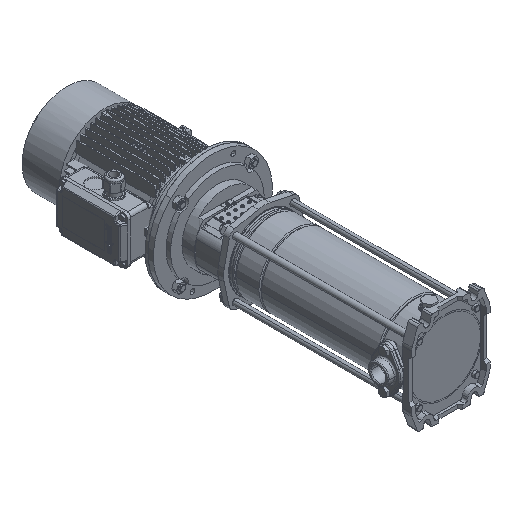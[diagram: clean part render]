
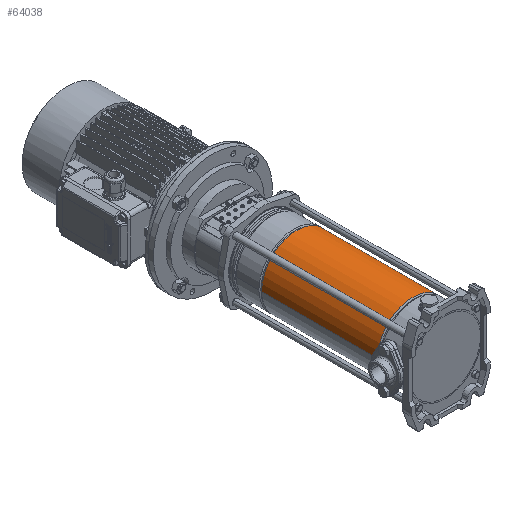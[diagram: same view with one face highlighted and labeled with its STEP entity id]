
A CAD part, isometric view. The second image highlights one B-rep face of the part: STEP entity #64038.
In plain terms, the highlighted cylindrical face has radius 74.4 mm (diameter 148.8 mm), a partial arc.
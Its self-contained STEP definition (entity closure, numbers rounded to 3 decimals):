
#2765 = LINE ( 'NONE', #14154, #62886 ) ;
#4389 = DIRECTION ( 'NONE',  ( -1., 0., 0. ) ) ;
#4851 = DIRECTION ( 'NONE',  ( 0., 0., -1. ) ) ;
#6571 = CIRCLE ( 'NONE', #25376, 74.4 ) ;
#8262 = DIRECTION ( 'NONE',  ( 0., 0., -1. ) ) ;
#12344 = CARTESIAN_POINT ( 'NONE',  ( 0., 0., 311.164 ) ) ;
#12495 = AXIS2_PLACEMENT_3D ( 'NONE', #41337, #4851, #16996 ) ;
#14041 = EDGE_CURVE ( 'NONE', #70817, #55384, #6571, .T. ) ;
#14154 = CARTESIAN_POINT ( 'NONE',  ( 74.4, 0., 0. ) ) ;
#15381 = DIRECTION ( 'NONE',  ( 0., 0., -1. ) ) ;
#16996 = DIRECTION ( 'NONE',  ( -1., 0., 0. ) ) ;
#17387 = CYLINDRICAL_SURFACE ( 'NONE', #12495, 74.4 ) ;
#21258 = CARTESIAN_POINT ( 'NONE',  ( 0., 0., 67.336 ) ) ;
#23154 = CIRCLE ( 'NONE', #29389, 74.4 ) ;
#23910 = CARTESIAN_POINT ( 'NONE',  ( -74.4, 0., 311.164 ) ) ;
#24989 = CARTESIAN_POINT ( 'NONE',  ( -74.4, 0., 0. ) ) ;
#25376 = AXIS2_PLACEMENT_3D ( 'NONE', #12344, #54322, #35510 ) ;
#25535 = ORIENTED_EDGE ( 'NONE', *, *, #72365, .F. ) ;
#29389 = AXIS2_PLACEMENT_3D ( 'NONE', #21258, #15381, #4389 ) ;
#30947 = EDGE_LOOP ( 'NONE', ( #52414, #71352, #35048, #25535 ) ) ;
#30978 = EDGE_CURVE ( 'NONE', #55384, #50168, #72485, .T. ) ;
#33528 = CARTESIAN_POINT ( 'NONE',  ( 74.4, 0., 311.164 ) ) ;
#34144 = CARTESIAN_POINT ( 'NONE',  ( 74.4, 0., 67.336 ) ) ;
#35048 = ORIENTED_EDGE ( 'NONE', *, *, #30978, .T. ) ;
#35510 = DIRECTION ( 'NONE',  ( -1., 0., 0. ) ) ;
#38923 = EDGE_CURVE ( 'NONE', #70817, #54166, #2765, .T. ) ;
#41337 = CARTESIAN_POINT ( 'NONE',  ( 0., 0., 0. ) ) ;
#44619 = CARTESIAN_POINT ( 'NONE',  ( -74.4, 0., 67.336 ) ) ;
#50168 = VERTEX_POINT ( 'NONE', #44619 ) ;
#52414 = ORIENTED_EDGE ( 'NONE', *, *, #38923, .F. ) ;
#54166 = VERTEX_POINT ( 'NONE', #34144 ) ;
#54322 = DIRECTION ( 'NONE',  ( 0., 0., -1. ) ) ;
#55384 = VERTEX_POINT ( 'NONE', #23910 ) ;
#60032 = VECTOR ( 'NONE', #67357, 1000. ) ;
#60137 = FACE_OUTER_BOUND ( 'NONE', #30947, .T. ) ;
#62886 = VECTOR ( 'NONE', #8262, 1000. ) ;
#64038 = ADVANCED_FACE ( 'NONE', ( #60137 ), #17387, .T. ) ;
#67357 = DIRECTION ( 'NONE',  ( 0., 0., -1. ) ) ;
#70817 = VERTEX_POINT ( 'NONE', #33528 ) ;
#71352 = ORIENTED_EDGE ( 'NONE', *, *, #14041, .T. ) ;
#72365 = EDGE_CURVE ( 'NONE', #54166, #50168, #23154, .T. ) ;
#72485 = LINE ( 'NONE', #24989, #60032 ) ;
